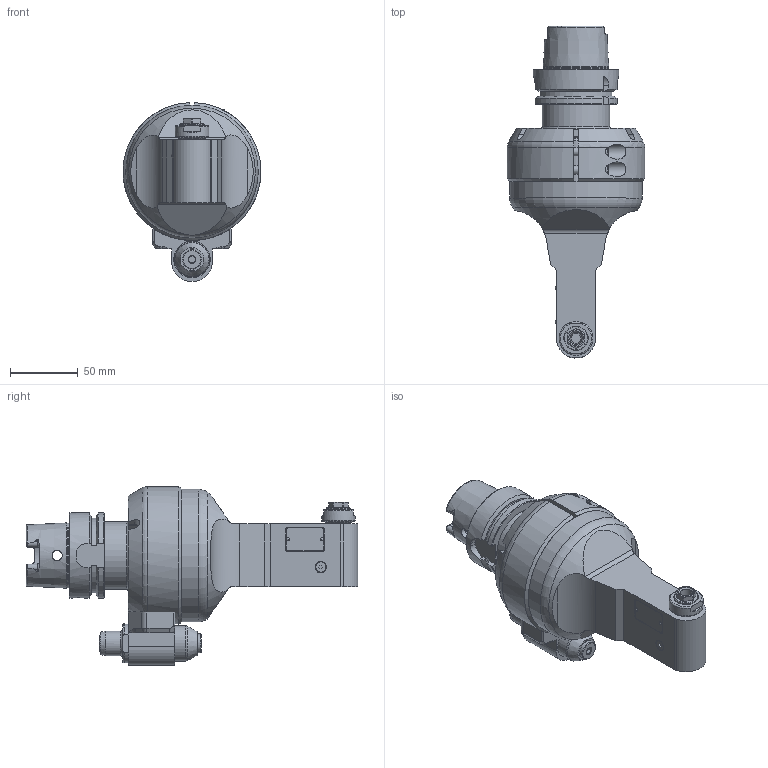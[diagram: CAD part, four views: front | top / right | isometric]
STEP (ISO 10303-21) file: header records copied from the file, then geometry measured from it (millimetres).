
FILE_DESCRIPTION(/* description */ ('9.F90.07000-1H63'),/* implementation_level */ '2;1');
FILE_NAME(/* name */ '9.F90.07000-1H63.stp',/* time_stamp */ '2025-06-30T08:25:34-04:00',/* author */ ('jkrenzer'),/* organization */ (''),/* preprocessor_version */ 'ST-DEVELOPER v18.1',/* originating_system */ 'Autodesk Inventor 2022',/* authorisation */ '');
FILE_SCHEMA (('AUTOMOTIVE_DESIGN { 1 0 10303 214 3 1 1 }'));
Length unit declared in the file: millimetre
Products named in the file (3): 9.F90.07000-1H63; 9_GA1_566_2 (Type 1, H63A 65mm); 9_F90_07000
Assembly tree (2 placements, depth 2):
  9.F90.07000-1H63
    9_GA1_566_2 (Type 1, H63A 65mm)
    9_F90_07000
Bounding box: 101.99 x 245.44 x 132.23 mm (x, y, z)
Volume: 802743.7 mm3; surface area: 143356.6 mm2
Topology: 5 solids, 5 shells, 536 faces, 1378 edges, 891 vertices
Faces by surface type: plane 253, cylinder 147, cone 99, torus 29, bspline 6, sphere 2
Full cylindrical faces by diameter (mm): 2.5 x3, 2.6 x2, 3 x2, 4.2 x2, 5 x2, 6 x4, 6.5 x1, 7 x1, 7.5 x3, 8 x2, 8.5 x21, 9 x1, 10 x5, 10.4 x2, 10.8 x1, 11 x1, 11.6 x1, 12 x3, 12.5 x2, 14 x1, 18 x4, 18.6 x1, 20 x1, 25 x1, 26 x1, 27 x1, 34 x2, 40 x1, 48.038 x1, 50 x1
Entity records: 46666 total; most frequent: CARTESIAN_POINT 33829, ORIENTED_EDGE 2690, DIRECTION 2627, EDGE_CURVE 1345, AXIS2_PLACEMENT_3D 994, VERTEX_POINT 891, LINE 639, VECTOR 639
